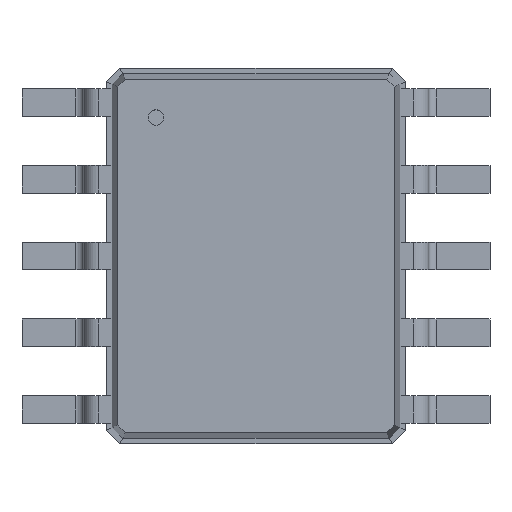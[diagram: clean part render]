
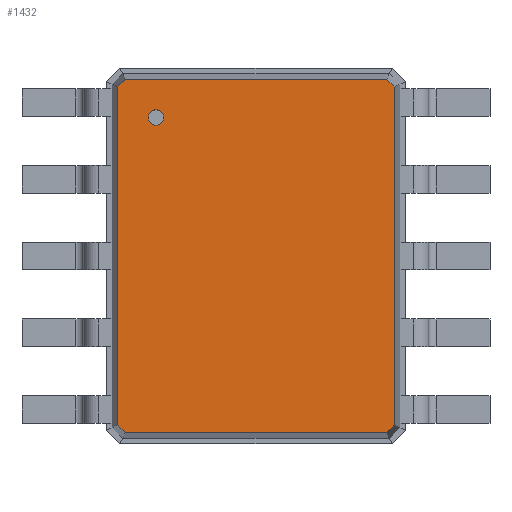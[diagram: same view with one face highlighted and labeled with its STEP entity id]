
A CAD part, top view. The second image highlights one B-rep face of the part: STEP entity #1432.
In plain terms, the highlighted planar face has unit normal (0, 0, 1).
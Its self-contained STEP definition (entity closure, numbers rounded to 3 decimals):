
#13=DIRECTION('',(0.,0.,1.));
#27=VECTOR('',#28,1.);
#28=DIRECTION('',(0.,-1.,0.));
#49=DIRECTION('',(0.,1.,0.));
#59=VECTOR('',#60,1.);
#60=DIRECTION('',(1.,0.,0.));
#134=VECTOR('',#135,1.);
#135=DIRECTION('',(-1.,0.,0.));
#402=VECTOR('',#403,1.);
#403=DIRECTION('',(0.707,-0.707,0.));
#409=VECTOR('',#410,1.);
#410=DIRECTION('',(-0.707,-0.707,0.));
#421=VECTOR('',#422,1.);
#422=DIRECTION('',(-0.707,0.707,0.));
#428=VECTOR('',#49,1.);
#432=VECTOR('',#433,1.);
#433=DIRECTION('',(0.707,0.707,0.));
#688=VERTEX_POINT('',#689);
#689=CARTESIAN_POINT('',(1.804,-2.202,1.1));
#691=ORIENTED_EDGE('',*,*,#692,.F.);
#692=EDGE_CURVE('',#693,#688,#695,.T.);
#693=VERTEX_POINT('',#694);
#694=CARTESIAN_POINT('',(1.804,2.202,1.1));
#695=LINE('',#694,#27);
#1423=ORIENTED_EDGE('',*,*,#1424,.F.);
#1424=EDGE_CURVE('',#1425,#693,#1427,.T.);
#1425=VERTEX_POINT('',#1426);
#1426=CARTESIAN_POINT('',(1.702,2.304,1.1));
#1427=LINE('',#1426,#402);
#1432=ADVANCED_FACE('',(#1433,#1463),#1472,.T.);
#1433=FACE_BOUND('',#1434,.T.);
#1434=EDGE_LOOP('',(#1435,#1440,#1445,#1450,#1455,#1460,#691,#1423));
#1435=ORIENTED_EDGE('',*,*,#1436,.F.);
#1436=EDGE_CURVE('',#1437,#1425,#1439,.T.);
#1437=VERTEX_POINT('',#1438);
#1438=CARTESIAN_POINT('',(-1.702,2.304,1.1));
#1439=LINE('',#1438,#59);
#1440=ORIENTED_EDGE('',*,*,#1441,.F.);
#1441=EDGE_CURVE('',#1442,#1437,#1444,.T.);
#1442=VERTEX_POINT('',#1443);
#1443=CARTESIAN_POINT('',(-1.804,2.202,1.1));
#1444=LINE('',#1443,#432);
#1445=ORIENTED_EDGE('',*,*,#1446,.F.);
#1446=EDGE_CURVE('',#1447,#1442,#1449,.T.);
#1447=VERTEX_POINT('',#1448);
#1448=CARTESIAN_POINT('',(-1.804,-2.202,1.1));
#1449=LINE('',#1448,#428);
#1450=ORIENTED_EDGE('',*,*,#1451,.F.);
#1451=EDGE_CURVE('',#1452,#1447,#1454,.T.);
#1452=VERTEX_POINT('',#1453);
#1453=CARTESIAN_POINT('',(-1.702,-2.304,1.1));
#1454=LINE('',#1453,#421);
#1455=ORIENTED_EDGE('',*,*,#1456,.F.);
#1456=EDGE_CURVE('',#1457,#1452,#1459,.T.);
#1457=VERTEX_POINT('',#1458);
#1458=CARTESIAN_POINT('',(1.702,-2.304,1.1));
#1459=LINE('',#1458,#134);
#1460=ORIENTED_EDGE('',*,*,#1461,.F.);
#1461=EDGE_CURVE('',#688,#1457,#1462,.T.);
#1462=LINE('',#689,#409);
#1463=FACE_BOUND('',#1464,.T.);
#1464=EDGE_LOOP('',(#1465));
#1465=ORIENTED_EDGE('',*,*,#1466,.F.);
#1466=EDGE_CURVE('',#1467,#1467,#1469,.T.);
#1467=VERTEX_POINT('',#1468);
#1468=CARTESIAN_POINT('',(-1.304,1.704,1.1));
#1469=CIRCLE('',#1470,0.1);
#1470=AXIS2_PLACEMENT_3D('',#1471,#13,#28);
#1471=CARTESIAN_POINT('',(-1.304,1.804,1.1));
#1472=PLANE('',#1473);
#1473=AXIS2_PLACEMENT_3D('',#1438,#13,#1474);
#1474=DIRECTION('',(0.594,-0.804,0.));
